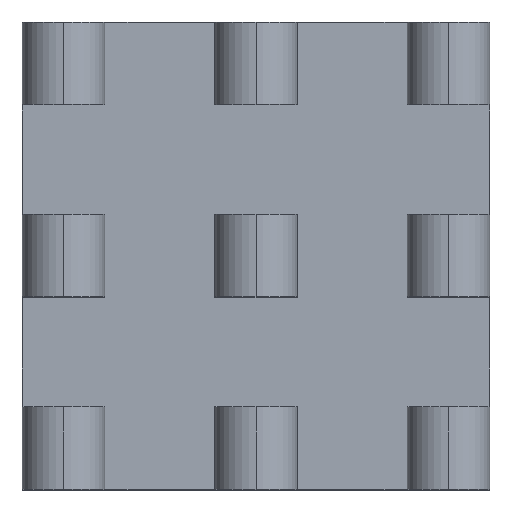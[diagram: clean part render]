
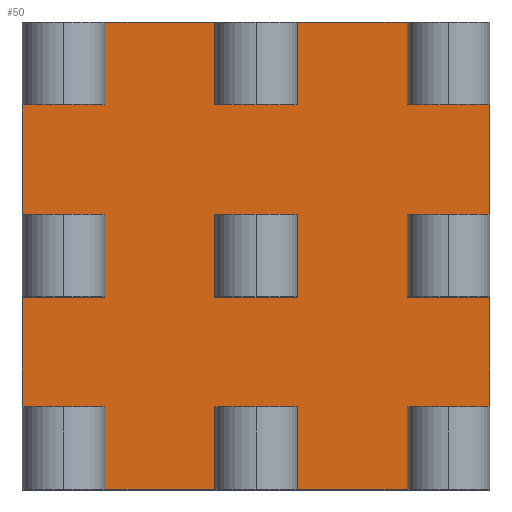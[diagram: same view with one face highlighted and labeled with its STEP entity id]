
A CAD part, top view. The second image highlights one B-rep face of the part: STEP entity #50.
In plain terms, the highlighted planar face has unit normal (0, 0, 1).
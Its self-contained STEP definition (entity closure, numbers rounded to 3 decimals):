
#50=ADVANCED_FACE('NONE',(#103,#104),#105,.F.);
#103=FACE_OUTER_BOUND('',#200,.T.);
#104=FACE_BOUND('',#201,.T.);
#105=PLANE('',#202);
#200=EDGE_LOOP('',(#355,#356,#357,#358,#359,#360,#361,#362,#363,#364,#365,#366,#367,#368,#369,#370,#371,#372,#373,#374,#375,#376,#377,#378,#379,#380,#381,#382));
#201=EDGE_LOOP('',(#383,#384,#385,#386));
#202=AXIS2_PLACEMENT_3D('',#387,#388,#389);
#355=ORIENTED_EDGE('',*,*,#753,.F.);
#356=ORIENTED_EDGE('',*,*,#754,.F.);
#357=ORIENTED_EDGE('',*,*,#751,.T.);
#358=ORIENTED_EDGE('',*,*,#755,.T.);
#359=ORIENTED_EDGE('',*,*,#756,.F.);
#360=ORIENTED_EDGE('',*,*,#757,.F.);
#361=ORIENTED_EDGE('',*,*,#746,.T.);
#362=ORIENTED_EDGE('',*,*,#758,.T.);
#363=ORIENTED_EDGE('',*,*,#759,.F.);
#364=ORIENTED_EDGE('',*,*,#714,.T.);
#365=ORIENTED_EDGE('',*,*,#760,.T.);
#366=ORIENTED_EDGE('',*,*,#761,.T.);
#367=ORIENTED_EDGE('',*,*,#762,.F.);
#368=ORIENTED_EDGE('',*,*,#710,.T.);
#369=ORIENTED_EDGE('',*,*,#763,.T.);
#370=ORIENTED_EDGE('',*,*,#764,.T.);
#371=ORIENTED_EDGE('',*,*,#724,.T.);
#372=ORIENTED_EDGE('',*,*,#765,.F.);
#373=ORIENTED_EDGE('',*,*,#766,.T.);
#374=ORIENTED_EDGE('',*,*,#767,.T.);
#375=ORIENTED_EDGE('',*,*,#719,.T.);
#376=ORIENTED_EDGE('',*,*,#768,.F.);
#377=ORIENTED_EDGE('',*,*,#769,.T.);
#378=ORIENTED_EDGE('',*,*,#736,.T.);
#379=ORIENTED_EDGE('',*,*,#770,.F.);
#380=ORIENTED_EDGE('',*,*,#771,.F.);
#381=ORIENTED_EDGE('',*,*,#772,.T.);
#382=ORIENTED_EDGE('',*,*,#732,.T.);
#383=ORIENTED_EDGE('',*,*,#773,.F.);
#384=ORIENTED_EDGE('',*,*,#774,.T.);
#385=ORIENTED_EDGE('',*,*,#775,.T.);
#386=ORIENTED_EDGE('',*,*,#776,.F.);
#387=CARTESIAN_POINT('',(0.0,8.5,2.0));
#388=DIRECTION('',(0.0,0.0,-1.0));
#389=DIRECTION('',(0.0,-1.0,0.0));
#710=EDGE_CURVE('NONE',#853,#851,#854,.T.);
#714=EDGE_CURVE('NONE',#839,#859,#861,.T.);
#719=EDGE_CURVE('NONE',#871,#869,#872,.T.);
#724=EDGE_CURVE('NONE',#881,#879,#882,.T.);
#732=EDGE_CURVE('NONE',#896,#894,#897,.T.);
#736=EDGE_CURVE('NONE',#904,#902,#905,.T.);
#746=EDGE_CURVE('NONE',#921,#919,#922,.T.);
#751=EDGE_CURVE('NONE',#931,#929,#932,.T.);
#753=EDGE_CURVE('NONE',#934,#894,#935,.T.);
#754=EDGE_CURVE('NONE',#931,#934,#936,.T.);
#755=EDGE_CURVE('NONE',#929,#937,#938,.T.);
#756=EDGE_CURVE('NONE',#939,#937,#940,.T.);
#757=EDGE_CURVE('NONE',#921,#939,#941,.T.);
#758=EDGE_CURVE('NONE',#919,#942,#943,.T.);
#759=EDGE_CURVE('NONE',#839,#942,#944,.T.);
#760=EDGE_CURVE('NONE',#859,#945,#946,.T.);
#761=EDGE_CURVE('NONE',#945,#947,#948,.T.);
#762=EDGE_CURVE('NONE',#853,#947,#949,.T.);
#763=EDGE_CURVE('NONE',#851,#950,#951,.T.);
#764=EDGE_CURVE('NONE',#950,#881,#952,.T.);
#765=EDGE_CURVE('NONE',#953,#879,#954,.T.);
#766=EDGE_CURVE('NONE',#953,#955,#956,.T.);
#767=EDGE_CURVE('NONE',#955,#871,#957,.T.);
#768=EDGE_CURVE('NONE',#958,#869,#959,.T.);
#769=EDGE_CURVE('NONE',#958,#904,#960,.T.);
#770=EDGE_CURVE('NONE',#961,#902,#962,.T.);
#771=EDGE_CURVE('NONE',#963,#961,#964,.T.);
#772=EDGE_CURVE('NONE',#963,#896,#965,.T.);
#773=EDGE_CURVE('NONE',#966,#967,#968,.T.);
#774=EDGE_CURVE('NONE',#966,#969,#970,.T.);
#775=EDGE_CURVE('NONE',#969,#971,#972,.T.);
#776=EDGE_CURVE('NONE',#967,#971,#973,.T.);
#839=VERTEX_POINT('NONE',#1064);
#851=VERTEX_POINT('NONE',#1082);
#853=VERTEX_POINT('NONE',#1085);
#854=LINE('',#1086,#1087);
#859=VERTEX_POINT('NONE',#1094);
#861=LINE('',#1097,#1098);
#869=VERTEX_POINT('NONE',#1107);
#871=VERTEX_POINT('NONE',#1110);
#872=LINE('',#1111,#1112);
#879=VERTEX_POINT('NONE',#1120);
#881=VERTEX_POINT('NONE',#1123);
#882=LINE('',#1124,#1125);
#894=VERTEX_POINT('NONE',#1141);
#896=VERTEX_POINT('NONE',#1144);
#897=LINE('',#1145,#1146);
#902=VERTEX_POINT('NONE',#1153);
#904=VERTEX_POINT('NONE',#1156);
#905=LINE('',#1157,#1158);
#919=VERTEX_POINT('NONE',#1176);
#921=VERTEX_POINT('NONE',#1179);
#922=LINE('',#1180,#1181);
#929=VERTEX_POINT('NONE',#1189);
#931=VERTEX_POINT('NONE',#1192);
#932=LINE('',#1193,#1194);
#934=VERTEX_POINT('NONE',#1197);
#935=LINE('',#1198,#1199);
#936=LINE('',#1200,#1201);
#937=VERTEX_POINT('NONE',#1202);
#938=LINE('',#1203,#1204);
#939=VERTEX_POINT('NONE',#1205);
#940=LINE('',#1206,#1207);
#941=LINE('',#1208,#1209);
#942=VERTEX_POINT('NONE',#1210);
#943=LINE('',#1211,#1212);
#944=LINE('',#1213,#1214);
#945=VERTEX_POINT('NONE',#1215);
#946=LINE('',#1216,#1217);
#947=VERTEX_POINT('NONE',#1218);
#948=LINE('',#1219,#1220);
#949=LINE('',#1221,#1222);
#950=VERTEX_POINT('NONE',#1223);
#951=LINE('',#1224,#1225);
#952=LINE('',#1226,#1227);
#953=VERTEX_POINT('NONE',#1228);
#954=LINE('',#1229,#1230);
#955=VERTEX_POINT('NONE',#1231);
#956=LINE('',#1232,#1233);
#957=LINE('',#1234,#1235);
#958=VERTEX_POINT('NONE',#1236);
#959=LINE('',#1237,#1238);
#960=LINE('',#1239,#1240);
#961=VERTEX_POINT('NONE',#1241);
#962=LINE('',#1242,#1243);
#963=VERTEX_POINT('NONE',#1244);
#964=LINE('',#1245,#1246);
#965=LINE('',#1247,#1248);
#966=VERTEX_POINT('NONE',#1249);
#967=VERTEX_POINT('NONE',#1250);
#968=LINE('',#1251,#1252);
#969=VERTEX_POINT('NONE',#1253);
#970=LINE('',#1254,#1255);
#971=VERTEX_POINT('NONE',#1256);
#972=LINE('',#1257,#1258);
#973=LINE('',#1259,#1260);
#1064=CARTESIAN_POINT('',(0.0,7.0,2.0));
#1082=CARTESIAN_POINT('',(0.0,1.5,2.0));
#1085=CARTESIAN_POINT('',(0.0,3.5,2.0));
#1086=CARTESIAN_POINT('',(0.0,0.0,2.0));
#1087=VECTOR('',#1394,1000.0);
#1094=CARTESIAN_POINT('',(0.0,5.0,2.0));
#1097=CARTESIAN_POINT('',(0.0,0.0,2.0));
#1098=VECTOR('',#1398,1000.0);
#1107=CARTESIAN_POINT('',(7.0,0.0,2.0));
#1110=CARTESIAN_POINT('',(5.0,0.0,2.0));
#1111=CARTESIAN_POINT('',(0.0,0.0,2.0));
#1112=VECTOR('',#1407,1000.0);
#1120=CARTESIAN_POINT('',(3.5,0.0,2.0));
#1123=CARTESIAN_POINT('',(1.5,0.0,2.0));
#1124=CARTESIAN_POINT('',(0.0,0.0,2.0));
#1125=VECTOR('',#1416,1000.0);
#1141=CARTESIAN_POINT('',(8.5,7.0,2.0));
#1144=CARTESIAN_POINT('',(8.5,5.0,2.0));
#1145=CARTESIAN_POINT('',(8.5,0.0,2.0));
#1146=VECTOR('',#1428,1000.0);
#1153=CARTESIAN_POINT('',(8.5,3.5,2.0));
#1156=CARTESIAN_POINT('',(8.5,1.5,2.0));
#1157=CARTESIAN_POINT('',(8.5,0.0,2.0));
#1158=VECTOR('',#1432,1000.0);
#1176=CARTESIAN_POINT('',(1.5,8.5,2.0));
#1179=CARTESIAN_POINT('',(3.5,8.5,2.0));
#1180=CARTESIAN_POINT('',(0.0,8.5,2.0));
#1181=VECTOR('',#1450,1000.0);
#1189=CARTESIAN_POINT('',(5.0,8.5,2.0));
#1192=CARTESIAN_POINT('',(7.0,8.5,2.0));
#1193=CARTESIAN_POINT('',(0.0,8.5,2.0));
#1194=VECTOR('',#1459,1000.0);
#1197=CARTESIAN_POINT('',(7.0,7.0,2.0));
#1198=CARTESIAN_POINT('',(7.0,7.0,2.0));
#1199=VECTOR('',#1461,1000.0);
#1200=CARTESIAN_POINT('',(7.0,8.5,2.0));
#1201=VECTOR('',#1462,1000.0);
#1202=CARTESIAN_POINT('',(5.0,7.0,2.0));
#1203=CARTESIAN_POINT('',(5.0,8.5,2.0));
#1204=VECTOR('',#1463,1000.0);
#1205=CARTESIAN_POINT('',(3.5,7.0,2.0));
#1206=CARTESIAN_POINT('',(3.5,7.0,2.0));
#1207=VECTOR('',#1464,1000.0);
#1208=CARTESIAN_POINT('',(3.5,8.5,2.0));
#1209=VECTOR('',#1465,1000.0);
#1210=CARTESIAN_POINT('',(1.5,7.0,2.0));
#1211=CARTESIAN_POINT('',(1.5,8.5,2.0));
#1212=VECTOR('',#1466,1000.0);
#1213=CARTESIAN_POINT('',(0.0,7.0,2.0));
#1214=VECTOR('',#1467,1000.0);
#1215=CARTESIAN_POINT('',(1.5,5.0,2.0));
#1216=CARTESIAN_POINT('',(0.0,5.0,2.0));
#1217=VECTOR('',#1468,1000.0);
#1218=CARTESIAN_POINT('',(1.5,3.5,2.0));
#1219=CARTESIAN_POINT('',(1.5,5.0,2.0));
#1220=VECTOR('',#1469,1000.0);
#1221=CARTESIAN_POINT('',(0.0,3.5,2.0));
#1222=VECTOR('',#1470,1000.0);
#1223=CARTESIAN_POINT('',(1.5,1.5,2.0));
#1224=CARTESIAN_POINT('',(0.0,1.5,2.0));
#1225=VECTOR('',#1471,1000.0);
#1226=CARTESIAN_POINT('',(1.5,1.5,2.0));
#1227=VECTOR('',#1472,1000.0);
#1228=CARTESIAN_POINT('',(3.5,1.5,2.0));
#1229=CARTESIAN_POINT('',(3.5,1.5,2.0));
#1230=VECTOR('',#1473,1000.0);
#1231=CARTESIAN_POINT('',(5.0,1.5,2.0));
#1232=CARTESIAN_POINT('',(3.5,1.5,2.0));
#1233=VECTOR('',#1474,1000.0);
#1234=CARTESIAN_POINT('',(5.0,1.5,2.0));
#1235=VECTOR('',#1475,1000.0);
#1236=CARTESIAN_POINT('',(7.0,1.5,2.0));
#1237=CARTESIAN_POINT('',(7.0,1.5,2.0));
#1238=VECTOR('',#1476,1000.0);
#1239=CARTESIAN_POINT('',(7.0,1.5,2.0));
#1240=VECTOR('',#1477,1000.0);
#1241=CARTESIAN_POINT('',(7.0,3.5,2.0));
#1242=CARTESIAN_POINT('',(7.0,3.5,2.0));
#1243=VECTOR('',#1478,1000.0);
#1244=CARTESIAN_POINT('',(7.0,5.0,2.0));
#1245=CARTESIAN_POINT('',(7.0,5.0,2.0));
#1246=VECTOR('',#1479,1000.0);
#1247=CARTESIAN_POINT('',(7.0,5.0,2.0));
#1248=VECTOR('',#1480,1000.0);
#1249=CARTESIAN_POINT('',(3.5,5.0,2.0));
#1250=CARTESIAN_POINT('',(3.5,3.5,2.0));
#1251=CARTESIAN_POINT('',(3.5,5.0,2.0));
#1252=VECTOR('',#1481,1000.0);
#1253=CARTESIAN_POINT('',(5.0,5.0,2.0));
#1254=CARTESIAN_POINT('',(3.5,5.0,2.0));
#1255=VECTOR('',#1482,1000.0);
#1256=CARTESIAN_POINT('',(5.0,3.5,2.0));
#1257=CARTESIAN_POINT('',(5.0,5.0,2.0));
#1258=VECTOR('',#1483,1000.0);
#1259=CARTESIAN_POINT('',(3.5,3.5,2.0));
#1260=VECTOR('',#1484,1000.0);
#1394=DIRECTION('',(-0.0,-1.0,-0.0));
#1398=DIRECTION('',(-0.0,-1.0,-0.0));
#1407=DIRECTION('',(1.0,0.0,0.0));
#1416=DIRECTION('',(1.0,0.0,0.0));
#1428=DIRECTION('',(0.0,1.0,0.0));
#1432=DIRECTION('',(0.0,1.0,0.0));
#1450=DIRECTION('',(-1.0,-0.0,-0.0));
#1459=DIRECTION('',(-1.0,-0.0,-0.0));
#1461=DIRECTION('',(1.0,0.0,0.0));
#1462=DIRECTION('',(0.0,-1.0,0.0));
#1463=DIRECTION('',(0.0,-1.0,0.0));
#1464=DIRECTION('',(1.0,0.0,0.0));
#1465=DIRECTION('',(0.0,-1.0,0.0));
#1466=DIRECTION('',(0.0,-1.0,0.0));
#1467=DIRECTION('',(1.0,0.0,0.0));
#1468=DIRECTION('',(1.0,0.0,0.0));
#1469=DIRECTION('',(0.0,-1.0,0.0));
#1470=DIRECTION('',(1.0,0.0,0.0));
#1471=DIRECTION('',(1.0,0.0,0.0));
#1472=DIRECTION('',(0.0,-1.0,0.0));
#1473=DIRECTION('',(0.0,-1.0,0.0));
#1474=DIRECTION('',(1.0,0.0,0.0));
#1475=DIRECTION('',(0.0,-1.0,0.0));
#1476=DIRECTION('',(0.0,-1.0,0.0));
#1477=DIRECTION('',(1.0,0.0,0.0));
#1478=DIRECTION('',(1.0,0.0,0.0));
#1479=DIRECTION('',(0.0,-1.0,0.0));
#1480=DIRECTION('',(1.0,0.0,0.0));
#1481=DIRECTION('',(0.0,-1.0,0.0));
#1482=DIRECTION('',(1.0,0.0,0.0));
#1483=DIRECTION('',(0.0,-1.0,0.0));
#1484=DIRECTION('',(1.0,0.0,0.0));
